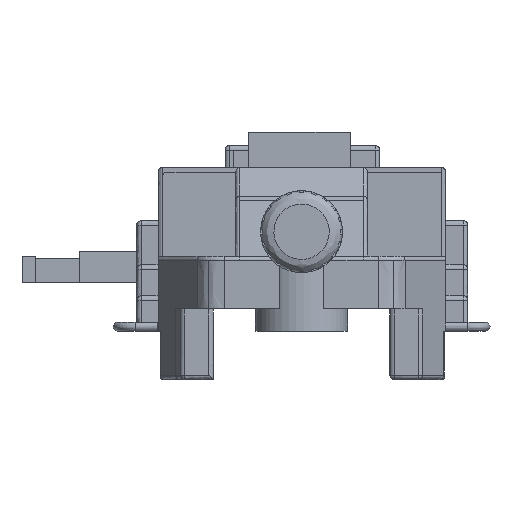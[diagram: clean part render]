
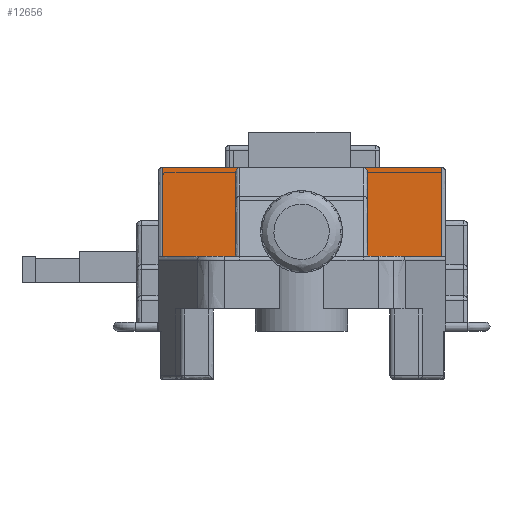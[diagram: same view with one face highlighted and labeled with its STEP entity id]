
A CAD part, left-side view. The second image highlights one B-rep face of the part: STEP entity #12656.
In plain terms, the highlighted free-form (B-spline) face has degree [1, 1] with [2, 2] control points.
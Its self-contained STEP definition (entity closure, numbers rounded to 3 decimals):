
#633 = VERTEX_POINT('',#634);
#634 = CARTESIAN_POINT('',(-49.895,29.509,
    16.017));
#639 = EDGE_CURVE('',#640,#633,#642,.T.);
#640 = VERTEX_POINT('',#641);
#641 = CARTESIAN_POINT('',(-49.895,29.655,
    16.008));
#642 = ( BOUNDED_CURVE() B_SPLINE_CURVE(2,(#643,#644,#645),
.UNSPECIFIED.,.F.,.F.) B_SPLINE_CURVE_WITH_KNOTS((3,3),(1.436,
1.571),.PIECEWISE_BEZIER_KNOTS.) CURVE() 
GEOMETRIC_REPRESENTATION_ITEM() RATIONAL_B_SPLINE_CURVE((1.,
0.998,1.)) REPRESENTATION_ITEM('') );
#643 = CARTESIAN_POINT('',(-49.895,29.655,
    16.008));
#644 = CARTESIAN_POINT('',(-49.895,29.582,
    16.017));
#645 = CARTESIAN_POINT('',(-49.895,29.509,
    16.017));
#1427 = VERTEX_POINT('',#1428);
#1428 = CARTESIAN_POINT('',(-49.895,13.18,
    34.833));
#1433 = EDGE_CURVE('',#1434,#1427,#1436,.T.);
#1434 = VERTEX_POINT('',#1435);
#1435 = CARTESIAN_POINT('',(-49.895,14.121,
    33.607));
#1436 = ( BOUNDED_CURVE() B_SPLINE_CURVE(2,(#1437,#1438,#1439),
.UNSPECIFIED.,.F.,.F.) B_SPLINE_CURVE_WITH_KNOTS((3,3),(4.712,
6.283),.PIECEWISE_BEZIER_KNOTS.) CURVE() 
GEOMETRIC_REPRESENTATION_ITEM() RATIONAL_B_SPLINE_CURVE((1.,
0.707,1.)) REPRESENTATION_ITEM('') );
#1437 = CARTESIAN_POINT('',(-49.895,14.121,
    33.607));
#1438 = CARTESIAN_POINT('',(-49.895,14.121,
    34.833));
#1439 = CARTESIAN_POINT('',(-49.895,13.18,
    34.833));
#1552 = VERTEX_POINT('',#1553);
#1553 = CARTESIAN_POINT('',(-49.895,-13.18,
    34.833));
#1558 = EDGE_CURVE('',#1427,#1552,#1559,.T.);
#1559 = B_SPLINE_CURVE_WITH_KNOTS('',1,(#1560,#1561),.UNSPECIFIED.,.F.,
  .F.,(2,2),(4.659,32.659),.PIECEWISE_BEZIER_KNOTS.);
#1560 = CARTESIAN_POINT('',(-49.895,13.18,
    34.833));
#1561 = CARTESIAN_POINT('',(-49.895,-13.18,
    34.833));
#1776 = VERTEX_POINT('',#1777);
#1777 = CARTESIAN_POINT('',(-49.895,-14.121,
    33.607));
#1782 = EDGE_CURVE('',#1552,#1776,#1783,.T.);
#1783 = ( BOUNDED_CURVE() B_SPLINE_CURVE(2,(#1784,#1785,#1786),
.UNSPECIFIED.,.F.,.F.) B_SPLINE_CURVE_WITH_KNOTS((3,3),(0.,
1.571),.PIECEWISE_BEZIER_KNOTS.) CURVE() 
GEOMETRIC_REPRESENTATION_ITEM() RATIONAL_B_SPLINE_CURVE((1.,
0.707,1.)) REPRESENTATION_ITEM('') );
#1784 = CARTESIAN_POINT('',(-49.895,-13.18,
    34.833));
#1785 = CARTESIAN_POINT('',(-49.895,-14.121,
    34.833));
#1786 = CARTESIAN_POINT('',(-49.895,-14.121,
    33.607));
#3650 = VERTEX_POINT('',#3651);
#3651 = CARTESIAN_POINT('',(-49.895,-29.825,
    16.007));
#3666 = EDGE_CURVE('',#3667,#3650,#3669,.T.);
#3667 = VERTEX_POINT('',#3668);
#3668 = CARTESIAN_POINT('',(-49.895,-29.67,
    16.017));
#3669 = ( BOUNDED_CURVE() B_SPLINE_CURVE(2,(#3670,#3671,#3672),
.UNSPECIFIED.,.F.,.F.) B_SPLINE_CURVE_WITH_KNOTS((3,3),(4.712,
4.854),.PIECEWISE_BEZIER_KNOTS.) CURVE() 
GEOMETRIC_REPRESENTATION_ITEM() RATIONAL_B_SPLINE_CURVE((1.,
0.997,1.)) REPRESENTATION_ITEM('') );
#3670 = CARTESIAN_POINT('',(-49.895,-29.67,
    16.017));
#3671 = CARTESIAN_POINT('',(-49.895,-29.748,
    16.017));
#3672 = CARTESIAN_POINT('',(-49.895,-29.825,
    16.007));
#5195 = EDGE_CURVE('',#5196,#3650,#5198,.T.);
#5196 = VERTEX_POINT('',#5197);
#5197 = CARTESIAN_POINT('',(-49.895,-29.825,
    34.845));
#5198 = B_SPLINE_CURVE_WITH_KNOTS('',1,(#5199,#5200),.UNSPECIFIED.,.F.,
  .F.,(2,2),(-30.75,-10.74),.PIECEWISE_BEZIER_KNOTS.);
#5199 = CARTESIAN_POINT('',(-49.895,-29.825,
    34.845));
#5200 = CARTESIAN_POINT('',(-49.895,-29.825,
    16.007));
#5382 = EDGE_CURVE('',#640,#5383,#5385,.T.);
#5383 = VERTEX_POINT('',#5384);
#5384 = CARTESIAN_POINT('',(-49.895,29.655,
    34.845));
#5385 = B_SPLINE_CURVE_WITH_KNOTS('',1,(#5386,#5387),.UNSPECIFIED.,.F.,
  .F.,(2,2),(10.748,30.757),.PIECEWISE_BEZIER_KNOTS.);
#5386 = CARTESIAN_POINT('',(-49.895,29.655,
    16.008));
#5387 = CARTESIAN_POINT('',(-49.895,29.655,
    34.845));
#12615 = EDGE_CURVE('',#12616,#1434,#12618,.T.);
#12616 = VERTEX_POINT('',#12617);
#12617 = CARTESIAN_POINT('',(-49.895,14.121,
    16.017));
#12618 = B_SPLINE_CURVE_WITH_KNOTS('',1,(#12619,#12620),.UNSPECIFIED.,
  .F.,.F.,(2,2),(3.507,22.192),
  .PIECEWISE_BEZIER_KNOTS.);
#12619 = CARTESIAN_POINT('',(-49.895,14.121,
    16.017));
#12620 = CARTESIAN_POINT('',(-49.895,14.121,
    33.607));
#12639 = VERTEX_POINT('',#12640);
#12640 = CARTESIAN_POINT('',(-49.895,-14.121,
    16.017));
#12645 = EDGE_CURVE('',#1776,#12639,#12646,.T.);
#12646 = B_SPLINE_CURVE_WITH_KNOTS('',1,(#12647,#12648),.UNSPECIFIED.,
  .F.,.F.,(2,2),(-22.192,-3.507),
  .PIECEWISE_BEZIER_KNOTS.);
#12647 = CARTESIAN_POINT('',(-49.895,-14.121,
    33.607));
#12648 = CARTESIAN_POINT('',(-49.895,-14.121,
    16.017));
#12656 = ADVANCED_FACE('',(#12657),#12683,.T.);
#12657 = FACE_BOUND('',#12658,.T.);
#12658 = EDGE_LOOP('',(#12659,#12660,#12661,#12666,#12667,#12668,#12669,
    #12670,#12671,#12676,#12677,#12678));
#12659 = ORIENTED_EDGE('',*,*,#5382,.F.);
#12660 = ORIENTED_EDGE('',*,*,#639,.T.);
#12661 = ORIENTED_EDGE('',*,*,#12662,.T.);
#12662 = EDGE_CURVE('',#633,#12616,#12663,.T.);
#12663 = B_SPLINE_CURVE_WITH_KNOTS('',1,(#12664,#12665),.UNSPECIFIED.,
  .F.,.F.,(2,2),(-12.731,3.614),
  .PIECEWISE_BEZIER_KNOTS.);
#12664 = CARTESIAN_POINT('',(-49.895,29.509,
    16.017));
#12665 = CARTESIAN_POINT('',(-49.895,14.121,
    16.017));
#12666 = ORIENTED_EDGE('',*,*,#12615,.T.);
#12667 = ORIENTED_EDGE('',*,*,#1433,.T.);
#12668 = ORIENTED_EDGE('',*,*,#1558,.T.);
#12669 = ORIENTED_EDGE('',*,*,#1782,.T.);
#12670 = ORIENTED_EDGE('',*,*,#12645,.T.);
#12671 = ORIENTED_EDGE('',*,*,#12672,.T.);
#12672 = EDGE_CURVE('',#12639,#3667,#12673,.T.);
#12673 = B_SPLINE_CURVE_WITH_KNOTS('',1,(#12674,#12675),.UNSPECIFIED.,
  .F.,.F.,(2,2),(33.614,50.131),
  .PIECEWISE_BEZIER_KNOTS.);
#12674 = CARTESIAN_POINT('',(-49.895,-14.121,
    16.017));
#12675 = CARTESIAN_POINT('',(-49.895,-29.67,
    16.017));
#12676 = ORIENTED_EDGE('',*,*,#3666,.T.);
#12677 = ORIENTED_EDGE('',*,*,#5195,.F.);
#12678 = ORIENTED_EDGE('',*,*,#12679,.F.);
#12679 = EDGE_CURVE('',#5383,#5196,#12680,.T.);
#12680 = B_SPLINE_CURVE_WITH_KNOTS('',1,(#12681,#12682),.UNSPECIFIED.,
  .F.,.F.,(2,2),(-64.181,-1.),.PIECEWISE_BEZIER_KNOTS.);
#12681 = CARTESIAN_POINT('',(-49.895,29.655,
    34.845));
#12682 = CARTESIAN_POINT('',(-49.895,-29.825,
    34.845));
#12683 = B_SPLINE_SURFACE_WITH_KNOTS('',1,1,(
    (#12684,#12685)
    ,(#12686,#12687
    )),.UNSPECIFIED.,.F.,.F.,.F.,(2,2),(2,2),(16.99,37.),(
    -69.,-5.819),.PIECEWISE_BEZIER_KNOTS.);
#12684 = CARTESIAN_POINT('',(-49.895,-29.825,
    16.007));
#12685 = CARTESIAN_POINT('',(-49.895,29.655,
    16.007));
#12686 = CARTESIAN_POINT('',(-49.895,-29.825,
    34.845));
#12687 = CARTESIAN_POINT('',(-49.895,29.655,
    34.845));
